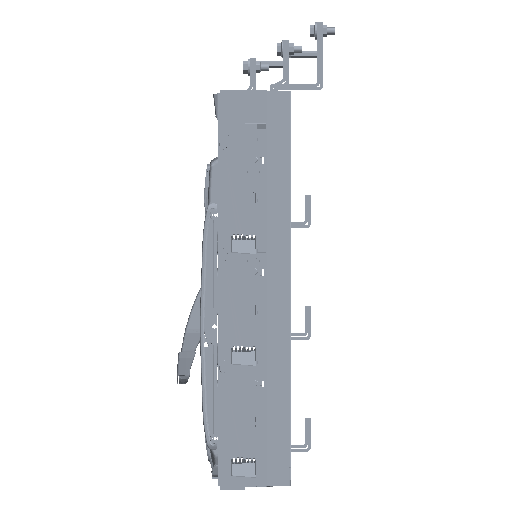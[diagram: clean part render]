
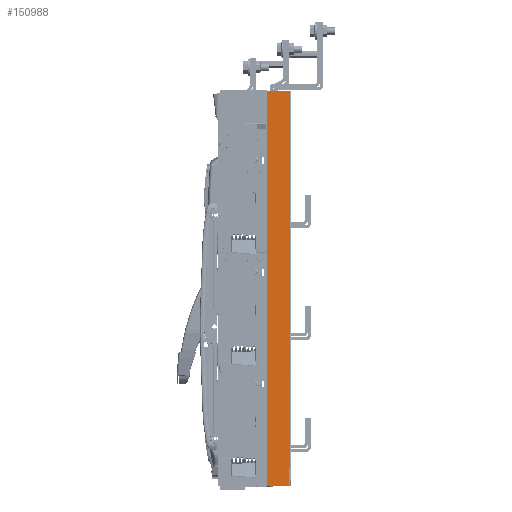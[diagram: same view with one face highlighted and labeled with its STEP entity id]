
A CAD part, left-side view. The second image highlights one B-rep face of the part: STEP entity #150988.
In plain terms, the highlighted planar face has unit normal (-1, -0.018, 0).
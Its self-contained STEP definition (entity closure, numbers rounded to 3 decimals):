
#148574=DIRECTION('',(0.017,-1.,0.));
#148575=VECTOR('',#148574,1.516);
#148576=CARTESIAN_POINT('',(-98.477,504.612,
-410.898));
#148577=LINE('',#148576,#148575);
#148587=CARTESIAN_POINT('',(-98.495,505.612,
-411.899));
#148588=CARTESIAN_POINT('',(-98.495,505.612,
-411.708));
#148589=CARTESIAN_POINT('',(-98.493,505.52,
-411.38));
#148590=CARTESIAN_POINT('',(-98.486,505.119,
-410.985));
#148591=CARTESIAN_POINT('',(-98.481,504.797,
-410.898));
#148592=CARTESIAN_POINT('',(-98.477,504.612,
-410.898));
#148606=DIRECTION('',(0.,0.,1.));
#148607=VECTOR('',#148606,29.044);
#148608=CARTESIAN_POINT('',(-98.496,505.612,
-440.942));
#148609=LINE('',#148608,#148607);
#148974=CARTESIAN_POINT('',(-99.11,542.113,
212.065));
#148981=DIRECTION('',(0.,0.,1.));
#148982=VECTOR('',#148981,622.623);
#148983=CARTESIAN_POINT('',(-98.451,503.096,
-410.898));
#148984=LINE('',#148983,#148982);
#148985=CARTESIAN_POINT('',(-98.429,503.096,
211.724));
#148996=DIRECTION('',(-0.017,1.,-0.017));
#148997=VECTOR('',#148996,36.513);
#148998=CARTESIAN_POINT('',(-98.496,505.612,
-440.942));
#148999=LINE('',#148998,#148997);
#149000=DIRECTION('',(0.,0.,1.));
#149001=VECTOR('',#149000,653.644);
#149002=CARTESIAN_POINT('',(-99.133,542.113,
-441.579));
#149003=LINE('',#149002,#149001);
#149004=DIRECTION('',(0.017,-1.,-0.009));
#149005=VECTOR('',#149004,39.025);
#149006=CARTESIAN_POINT('',(-99.11,542.113,
212.065));
#149007=LINE('',#149006,#149005);
#149771=VERTEX_POINT('',#148974);
#149773=CARTESIAN_POINT('',(-99.133,542.113,
-441.579));
#149774=VERTEX_POINT('',#149773);
#149838=CARTESIAN_POINT('',(-98.451,503.096,
-410.898));
#149840=VERTEX_POINT('',#149838);
#149841=CARTESIAN_POINT('',(-98.477,504.612,
-410.898));
#149843=VERTEX_POINT('',#149841);
#149846=CARTESIAN_POINT('',(-98.495,505.612,
-411.898));
#149848=VERTEX_POINT('',#149846);
#149849=CARTESIAN_POINT('',(-98.496,505.612,
-440.942));
#149851=VERTEX_POINT('',#149849);
#149900=VERTEX_POINT('',#148985);
#150972=CARTESIAN_POINT('',(-98.41,502.113,
245.482));
#150973=DIRECTION('',(-1.,-0.017,0.));
#150974=DIRECTION('',(-0.017,1.,0.));
#150975=AXIS2_PLACEMENT_3D('',#150972,#150973,#150974);
#150976=PLANE('',#150975);
#150977=ORIENTED_EDGE('',*,*,#150398,.F.);
#150979=ORIENTED_EDGE('',*,*,#150978,.T.);
#150981=ORIENTED_EDGE('',*,*,#150980,.T.);
#150982=ORIENTED_EDGE('',*,*,#150948,.T.);
#150983=ORIENTED_EDGE('',*,*,#150964,.F.);
#150984=ORIENTED_EDGE('',*,*,#150284,.F.);
#150985=ORIENTED_EDGE('',*,*,#150383,.F.);
#150986=EDGE_LOOP('',(#150977,#150979,#150981,#150982,#150983,#150984,#150985));
#150987=FACE_OUTER_BOUND('',#150986,.F.);
#150988=ADVANCED_FACE('',(#150987),#150976,.T.);
#148593=B_SPLINE_CURVE_WITH_KNOTS('',3,(#148587,#148588,#148589,#148590,#148591,
#148592),.UNSPECIFIED.,.F.,.F.,(4,1,1,4),(0.,0.333,
0.667,1.),.UNSPECIFIED.);
#150284=EDGE_CURVE('',#149843,#149840,#148577,.T.);
#150383=EDGE_CURVE('',#149848,#149843,#148593,.T.);
#150398=EDGE_CURVE('',#149851,#149848,#148609,.T.);
#150948=EDGE_CURVE('',#149771,#149900,#149007,.T.);
#150964=EDGE_CURVE('',#149840,#149900,#148984,.T.);
#150978=EDGE_CURVE('',#149851,#149774,#148999,.T.);
#150980=EDGE_CURVE('',#149774,#149771,#149003,.T.);
